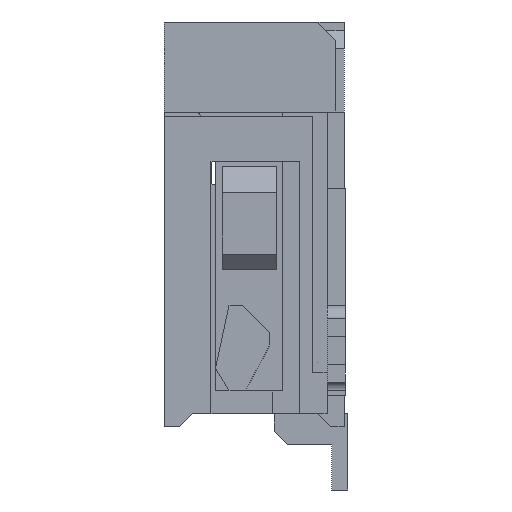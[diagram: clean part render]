
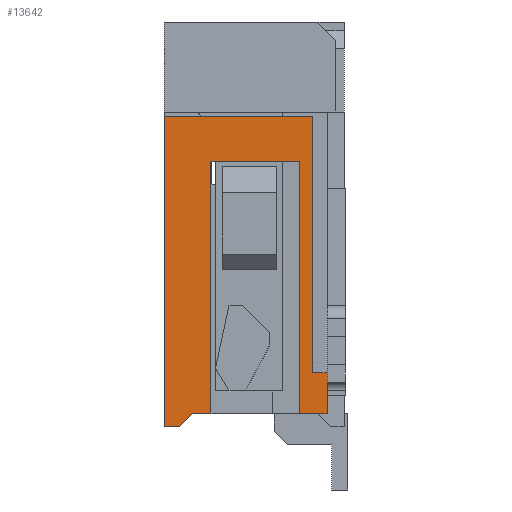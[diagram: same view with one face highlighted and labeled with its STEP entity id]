
A CAD part, left-side view. The second image highlights one B-rep face of the part: STEP entity #13642.
In plain terms, the highlighted planar face has unit normal (-1, 0, 0).
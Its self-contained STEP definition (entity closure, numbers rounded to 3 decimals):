
#246=FACE_OUTER_BOUND('',#934,.T.);
#934=EDGE_LOOP('',(#8982,#8983,#8984,#8985,#8986,#8987,#8988,#8989,#8990,
#8991,#8992,#8993,#8994));
#1598=LINE('',#18717,#3525);
#1707=LINE('',#18960,#3634);
#1708=LINE('',#18964,#3635);
#1709=LINE('',#18966,#3636);
#1710=LINE('',#18968,#3637);
#1711=LINE('',#18969,#3638);
#1712=LINE('',#18971,#3639);
#1713=LINE('',#18973,#3640);
#1714=LINE('',#18975,#3641);
#1715=LINE('',#18977,#3642);
#1716=LINE('',#18979,#3643);
#1717=LINE('',#18981,#3644);
#1718=LINE('',#18982,#3645);
#3525=VECTOR('',#15143,0.17);
#3634=VECTOR('',#15306,0.212);
#3635=VECTOR('',#15309,0.16);
#3636=VECTOR('',#15310,2.85);
#3637=VECTOR('',#15311,1.65);
#3638=VECTOR('',#15312,3.45);
#3639=VECTOR('',#15313,0.2);
#3640=VECTOR('',#15314,2.8);
#3641=VECTOR('',#15315,0.98);
#3642=VECTOR('',#15316,2.8);
#3643=VECTOR('',#15317,0.31);
#3644=VECTOR('',#15318,0.35);
#3645=VECTOR('',#15319,0.1);
#5451=VERTEX_POINT('',#18713);
#5453=VERTEX_POINT('',#18716);
#5560=VERTEX_POINT('',#18958);
#5561=VERTEX_POINT('',#18962);
#5562=VERTEX_POINT('',#18963);
#5563=VERTEX_POINT('',#18965);
#5564=VERTEX_POINT('',#18967);
#5565=VERTEX_POINT('',#18970);
#5566=VERTEX_POINT('',#18972);
#5567=VERTEX_POINT('',#18974);
#5568=VERTEX_POINT('',#18976);
#5569=VERTEX_POINT('',#18978);
#5570=VERTEX_POINT('',#18980);
#6810=EDGE_CURVE('',#5453,#5451,#1598,.T.);
#6919=EDGE_CURVE('',#5451,#5560,#1707,.T.);
#6920=EDGE_CURVE('',#5561,#5562,#1708,.T.);
#6921=EDGE_CURVE('',#5563,#5562,#1709,.T.);
#6922=EDGE_CURVE('',#5564,#5563,#1710,.T.);
#6923=EDGE_CURVE('',#5453,#5564,#1711,.T.);
#6924=EDGE_CURVE('',#5565,#5560,#1712,.T.);
#6925=EDGE_CURVE('',#5565,#5566,#1713,.T.);
#6926=EDGE_CURVE('',#5566,#5567,#1714,.T.);
#6927=EDGE_CURVE('',#5567,#5568,#1715,.T.);
#6928=EDGE_CURVE('',#5568,#5569,#1716,.T.);
#6929=EDGE_CURVE('',#5570,#5569,#1717,.T.);
#6930=EDGE_CURVE('',#5570,#5561,#1718,.T.);
#8982=ORIENTED_EDGE('',*,*,#6920,.T.);
#8983=ORIENTED_EDGE('',*,*,#6921,.F.);
#8984=ORIENTED_EDGE('',*,*,#6922,.F.);
#8985=ORIENTED_EDGE('',*,*,#6923,.F.);
#8986=ORIENTED_EDGE('',*,*,#6810,.T.);
#8987=ORIENTED_EDGE('',*,*,#6919,.T.);
#8988=ORIENTED_EDGE('',*,*,#6924,.F.);
#8989=ORIENTED_EDGE('',*,*,#6925,.T.);
#8990=ORIENTED_EDGE('',*,*,#6926,.T.);
#8991=ORIENTED_EDGE('',*,*,#6927,.T.);
#8992=ORIENTED_EDGE('',*,*,#6928,.T.);
#8993=ORIENTED_EDGE('',*,*,#6929,.F.);
#8994=ORIENTED_EDGE('',*,*,#6930,.T.);
#13020=PLANE('',#14344);
#13642=ADVANCED_FACE('',(#246),#13020,.T.);
#14344=AXIS2_PLACEMENT_3D('',#18961,#15307,#15308);
#15143=DIRECTION('',(0.,-1.,0.));
#15306=DIRECTION('',(0.,-0.707,0.707));
#15307=DIRECTION('center_axis',(-1.,0.,0.));
#15308=DIRECTION('ref_axis',(0.,-1.,0.));
#15309=DIRECTION('',(0.,1.,0.));
#15310=DIRECTION('',(0.,0.,-1.));
#15311=DIRECTION('',(0.,-1.,0.));
#15312=DIRECTION('',(0.,0.,1.));
#15313=DIRECTION('',(0.,1.,0.));
#15314=DIRECTION('',(0.,0.,1.));
#15315=DIRECTION('',(0.,-1.,0.));
#15316=DIRECTION('',(0.,0.,-1.));
#15317=DIRECTION('',(0.,-1.,0.));
#15318=DIRECTION('',(0.,0.,-1.));
#15319=DIRECTION('',(0.,0.,1.));
#18713=CARTESIAN_POINT('',(-8.55,1.83,0.));
#18716=CARTESIAN_POINT('',(-8.55,2.,0.));
#18717=CARTESIAN_POINT('',(-8.55,2.,0.));
#18958=CARTESIAN_POINT('',(-8.55,1.68,0.15));
#18960=CARTESIAN_POINT('',(-8.55,1.83,0.));
#18961=CARTESIAN_POINT('Origin',(-8.55,2.,0.));
#18962=CARTESIAN_POINT('',(-8.55,0.19,0.6));
#18963=CARTESIAN_POINT('',(-8.55,0.35,0.6));
#18964=CARTESIAN_POINT('',(-8.55,0.19,0.6));
#18965=CARTESIAN_POINT('',(-8.55,0.35,3.45));
#18966=CARTESIAN_POINT('',(-8.55,0.35,3.45));
#18967=CARTESIAN_POINT('',(-8.55,2.,3.45));
#18968=CARTESIAN_POINT('',(-8.55,2.,3.45));
#18969=CARTESIAN_POINT('',(-8.55,2.,0.));
#18970=CARTESIAN_POINT('',(-8.55,1.48,0.15));
#18971=CARTESIAN_POINT('',(-8.55,1.48,0.15));
#18972=CARTESIAN_POINT('',(-8.55,1.48,2.95));
#18973=CARTESIAN_POINT('',(-8.55,1.48,0.15));
#18974=CARTESIAN_POINT('',(-8.55,0.5,2.95));
#18975=CARTESIAN_POINT('',(-8.55,1.48,2.95));
#18976=CARTESIAN_POINT('',(-8.55,0.5,0.15));
#18977=CARTESIAN_POINT('',(-8.55,0.5,2.95));
#18978=CARTESIAN_POINT('',(-8.55,0.19,0.15));
#18979=CARTESIAN_POINT('',(-8.55,0.5,0.15));
#18980=CARTESIAN_POINT('',(-8.55,0.19,0.5));
#18981=CARTESIAN_POINT('',(-8.55,0.19,0.5));
#18982=CARTESIAN_POINT('',(-8.55,0.19,0.5));
